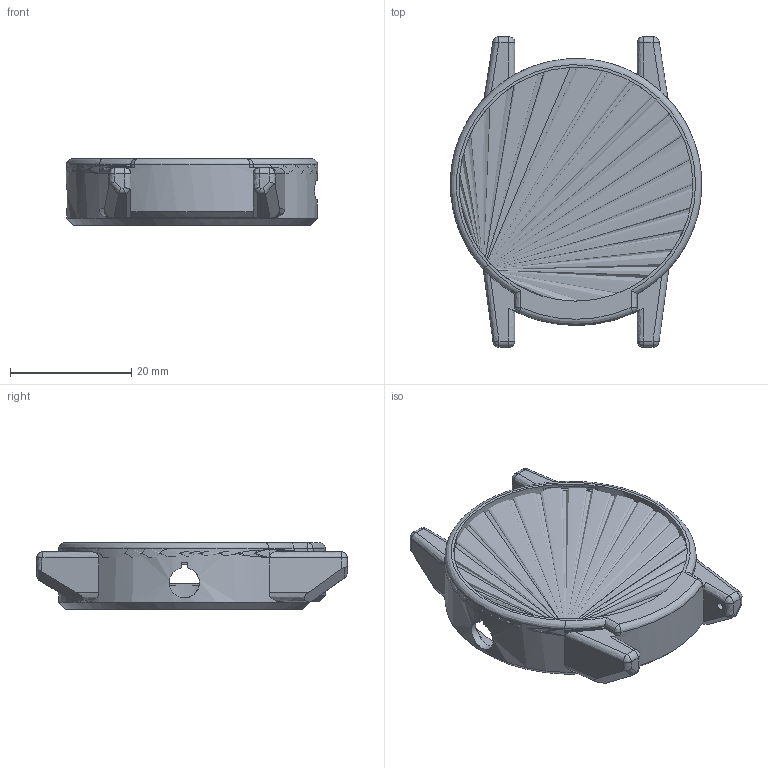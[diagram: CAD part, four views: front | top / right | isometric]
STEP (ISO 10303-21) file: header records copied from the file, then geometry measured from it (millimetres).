
FILE_DESCRIPTION( ('This file contains a STEP AP42 implementation' ,'as created by ZW3D STEP Interface translator.') ,'2;1' );
FILE_NAME( '翋极.stp' ,'23 410.1429 7', (''), ('ZWCAD Software Co.'), 'Version 1.0', 'ZW3D to STEP translator', '' );
FILE_SCHEMA(('AUTOMOTIVE_DESIGN'));
Length unit declared in the file: millimetre
Products named in the file (2): 0; 錨璃001
Bounding box: 41.5 x 51.25 x 11 mm (x, y, z)
Volume: 1841 mm3; surface area: 4345.6 mm2
Topology: 1 solids, 1 shells, 188 faces, 499 edges, 342 vertices
Faces by surface type: bspline 188
Entity records: 6714 total; most frequent: CARTESIAN_POINT 3610, ORIENTED_EDGE 966, EDGE_CURVE 483, B_SPLINE_CURVE_WITH_KNOTS 388, VERTEX_POINT 307, EDGE_LOOP 204, FACE_OUTER_BOUND 188, ADVANCED_FACE 188
